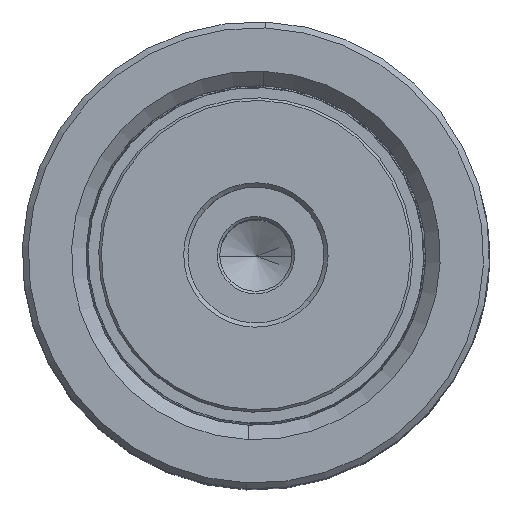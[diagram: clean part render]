
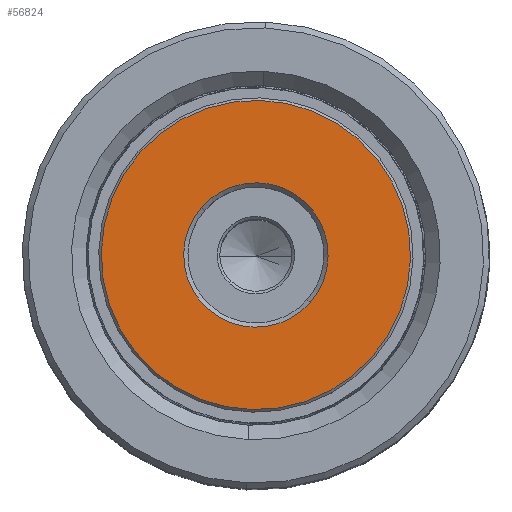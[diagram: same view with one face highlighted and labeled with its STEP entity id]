
A CAD part, top view. The second image highlights one B-rep face of the part: STEP entity #56824.
In plain terms, the highlighted face is planar.
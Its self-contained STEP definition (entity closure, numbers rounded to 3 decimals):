
#833 = CIRCLE ( 'NONE', #43314, 18.2 ) ;
#1592 = PLANE ( 'NONE',  #12806 ) ;
#3710 = EDGE_CURVE ( 'NONE', #9303, #11756, #36210, .T. ) ;
#3802 = EDGE_CURVE ( 'NONE', #53019, #32906, #44186, .T. ) ;
#4417 = AXIS2_PLACEMENT_3D ( 'NONE', #18481, #42180, #14217 ) ;
#5472 = DIRECTION ( 'NONE',  ( 1., 0., 0. ) ) ;
#9303 = VERTEX_POINT ( 'NONE', #31726 ) ;
#9596 = DIRECTION ( 'NONE',  ( 0., 0., -1. ) ) ;
#9897 = FACE_OUTER_BOUND ( 'NONE', #58198, .T. ) ;
#10139 = CARTESIAN_POINT ( 'NONE',  ( 0., 0., 0. ) ) ;
#11756 = VERTEX_POINT ( 'NONE', #45492 ) ;
#12806 = AXIS2_PLACEMENT_3D ( 'NONE', #52632, #33555, #5472 ) ;
#12962 = ORIENTED_EDGE ( 'NONE', *, *, #18192, .T. ) ;
#14055 = AXIS2_PLACEMENT_3D ( 'NONE', #10139, #19465, #57119 ) ;
#14217 = DIRECTION ( 'NONE',  ( 1., 0., 0. ) ) ;
#16240 = CIRCLE ( 'NONE', #26458, 8.5 ) ;
#18192 = EDGE_CURVE ( 'NONE', #11756, #9303, #16240, .T. ) ;
#18481 = CARTESIAN_POINT ( 'NONE',  ( 0., 0., 0. ) ) ;
#19465 = DIRECTION ( 'NONE',  ( 0., 0., -1. ) ) ;
#22157 = CARTESIAN_POINT ( 'NONE',  ( 18.2, 0., 0. ) ) ;
#24039 = EDGE_CURVE ( 'NONE', #32906, #53019, #833, .T. ) ;
#26458 = AXIS2_PLACEMENT_3D ( 'NONE', #33935, #57853, #29279 ) ;
#28062 = EDGE_LOOP ( 'NONE', ( #12962, #33842 ) ) ;
#29279 = DIRECTION ( 'NONE',  ( 1., 0., 0. ) ) ;
#30522 = CARTESIAN_POINT ( 'NONE',  ( -18.2, 0., 0. ) ) ;
#31726 = CARTESIAN_POINT ( 'NONE',  ( 8.5, 0., 0. ) ) ;
#32906 = VERTEX_POINT ( 'NONE', #30522 ) ;
#33555 = DIRECTION ( 'NONE',  ( 0., 0., 1. ) ) ;
#33842 = ORIENTED_EDGE ( 'NONE', *, *, #3710, .T. ) ;
#33935 = CARTESIAN_POINT ( 'NONE',  ( 0., 0., 0. ) ) ;
#34165 = ORIENTED_EDGE ( 'NONE', *, *, #24039, .T. ) ;
#36210 = CIRCLE ( 'NONE', #4417, 8.5 ) ;
#37451 = FACE_BOUND ( 'NONE', #28062, .T. ) ;
#42180 = DIRECTION ( 'NONE',  ( 0., 0., 1. ) ) ;
#43314 = AXIS2_PLACEMENT_3D ( 'NONE', #45453, #9596, #50117 ) ;
#43567 = ORIENTED_EDGE ( 'NONE', *, *, #3802, .T. ) ;
#44186 = CIRCLE ( 'NONE', #14055, 18.2 ) ;
#45453 = CARTESIAN_POINT ( 'NONE',  ( 0., 0., 0. ) ) ;
#45492 = CARTESIAN_POINT ( 'NONE',  ( -8.5, 0., 0. ) ) ;
#50117 = DIRECTION ( 'NONE',  ( 1., 0., 0. ) ) ;
#52632 = CARTESIAN_POINT ( 'NONE',  ( 0., 0., 0. ) ) ;
#53019 = VERTEX_POINT ( 'NONE', #22157 ) ;
#56824 = ADVANCED_FACE ( 'NONE', ( #9897, #37451 ), #1592, .F. ) ;
#57119 = DIRECTION ( 'NONE',  ( 1., 0., 0. ) ) ;
#57853 = DIRECTION ( 'NONE',  ( 0., 0., 1. ) ) ;
#58198 = EDGE_LOOP ( 'NONE', ( #43567, #34165 ) ) ;
